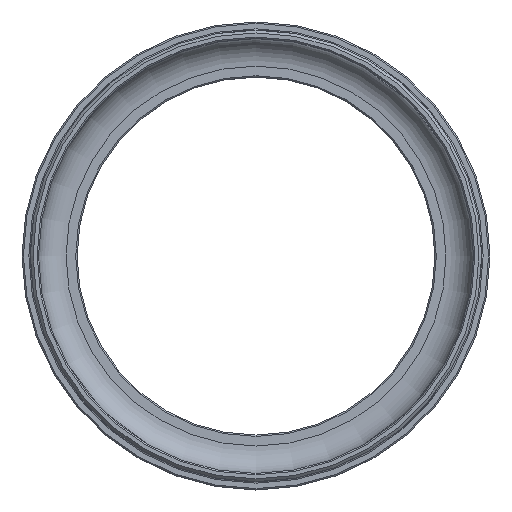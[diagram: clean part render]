
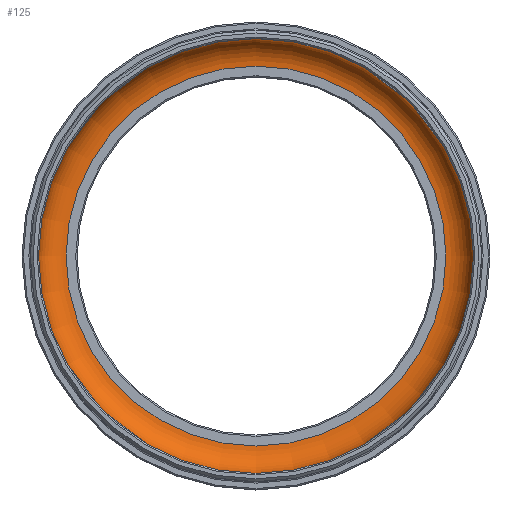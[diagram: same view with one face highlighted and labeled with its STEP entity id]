
A CAD part, top view. The second image highlights one B-rep face of the part: STEP entity #125.
In plain terms, the highlighted toroidal (fillet/blend) face has major radius 69 mm and minor radius 10 mm.
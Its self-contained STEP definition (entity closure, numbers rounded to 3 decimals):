
#119=TOROIDAL_SURFACE('',#850,69.,10.);
#125=ADVANCED_FACE('',(#198,#199),#119,.F.);
#198=FACE_BOUND('',#352,.T.);
#199=FACE_BOUND('',#353,.T.);
#352=EDGE_LOOP('',(#498));
#353=EDGE_LOOP('',(#499));
#498=ORIENTED_EDGE('',*,*,#725,.F.);
#499=ORIENTED_EDGE('',*,*,#724,.T.);
#643=VERTEX_POINT('',#1194);
#644=VERTEX_POINT('',#1197);
#724=EDGE_CURVE('',#643,#643,#797,.T.);
#725=EDGE_CURVE('',#644,#644,#798,.T.);
#797=CIRCLE('',#847,69.);
#798=CIRCLE('',#849,79.);
#847=AXIS2_PLACEMENT_3D('',#1193,#964,#965);
#849=AXIS2_PLACEMENT_3D('',#1196,#968,#969);
#850=AXIS2_PLACEMENT_3D('',#1198,#970,#971);
#964=DIRECTION('',(0.,0.,-1.));
#965=DIRECTION('',(-1.,0.,0.));
#968=DIRECTION('',(0.,0.,-1.));
#969=DIRECTION('',(-1.,0.,0.));
#970=DIRECTION('',(0.,0.,-1.));
#971=DIRECTION('',(-1.,0.,0.));
#1193=CARTESIAN_POINT('',(0.,0.,24.));
#1194=CARTESIAN_POINT('',(-69.,0.,24.));
#1196=CARTESIAN_POINT('',(0.,0.,34.));
#1197=CARTESIAN_POINT('',(-79.,0.,34.));
#1198=CARTESIAN_POINT('',(0.,0.,34.));
